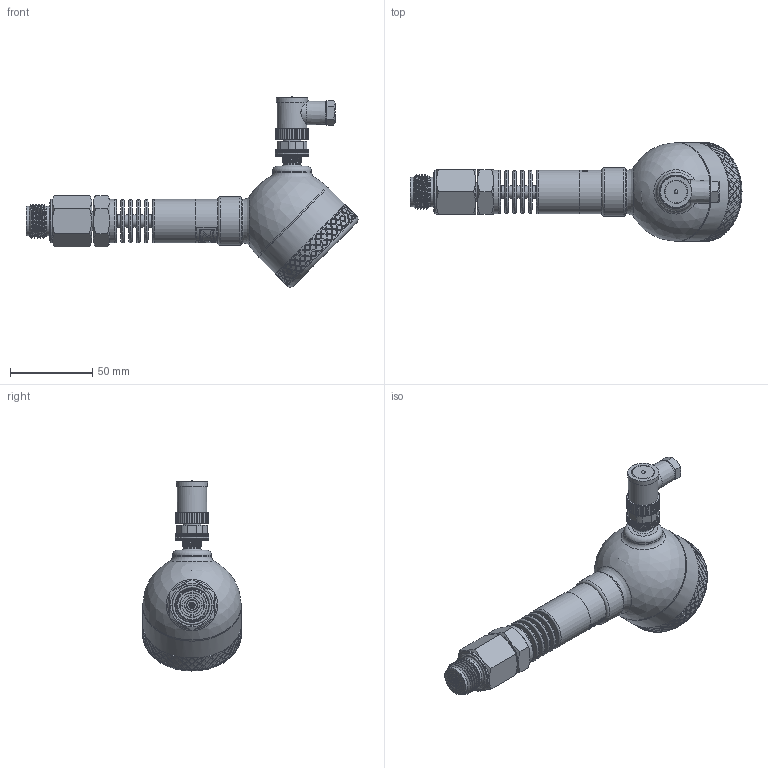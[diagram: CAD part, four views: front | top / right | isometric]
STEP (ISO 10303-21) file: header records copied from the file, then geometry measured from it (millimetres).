
FILE_DESCRIPTION(/* description */ (''),/* implementation_level */ '2;1');
FILE_NAME(/* name */ 'APZ3420mFH_G1''2DIN-flush_radiator_2.step',/* time_stamp */ '2021-07-07T15:38:00+03:00',/* author */ (''),/* organization */ (''),/* preprocessor_version */ 'ST-DEVELOPER v18.1',/* originating_system */ 'Autodesk Translation Framework v10.9.0.1377',/* authorisation */ '');
FILE_SCHEMA (('AUTOMOTIVE_DESIGN { 1 0 10303 214 3 1 1 }'));
Length unit declared in the file: millimetre
Products named in the file (8): АПЗ420М-полевойкорпус-
заполненный; Заполненный полевой 
корпус v13; Main body; Cover without display; M12x1 adapter; M12x1 female angular v10; G1\4EN radiator; G1'2DIN diaphragm 18 v5
Assembly tree (6 placements, depth 3):
  АПЗ420М-полевойкорпус-
заполненный
    Заполненный полевой 
корпус v13
      Main body
      Cover without display
      M12x1 adapter
      M12x1 female angular v10
    G1\4EN radiator
  G1'2DIN diaphragm 18 v5
Bounding box: 202.02 x 60.1 x 115.69 mm (x, y, z)
Volume: 269544 mm3; surface area: 51870.1 mm2
Topology: 9 solids, 9 shells, 1704 faces, 4252 edges, 2824 vertices
Faces by surface type: bspline 925, cylinder 511, plane 193, torus 48, cone 25, sphere 2
Full cylindrical faces by diameter (mm): 1 x4, 2 x1, 3.3 x1, 4 x1, 5 x3, 7 x1, 7.5 x5, 8 x1, 9.3 x1, 9.471 x2, 9.5 x2, 10.5 x2, 10.741 x7, 11 x1, 11.035 x4, 11.156 x1, 11.445 x5, 11.884 x6, 12.152 x4, 13 x1, 13.157 x9, 18 x3, 18.631 x4, 19 x1, 19.7 x1, 21 x1, 21.6 x1, 21.767 x1, 22.4 x1, 23.6 x1
Entity records: 80408 total; most frequent: CARTESIAN_POINT 46686, ORIENTED_EDGE 8500, EDGE_CURVE 4250, DIRECTION 3992, VERTEX_POINT 2824, B_SPLINE_CURVE_WITH_KNOTS 2657, EDGE_LOOP 1972, FACE_OUTER_BOUND 1704
